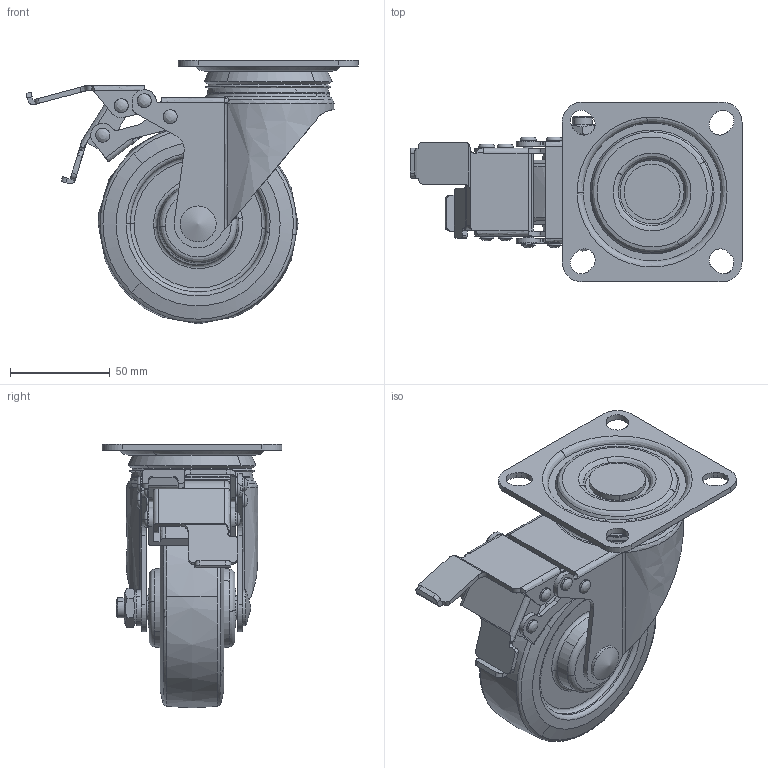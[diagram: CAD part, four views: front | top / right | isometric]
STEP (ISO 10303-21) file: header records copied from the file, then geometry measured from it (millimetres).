
FILE_DESCRIPTION((''),'2;1');
FILE_NAME('','2006-01-18T10:54:13',(''),(''),'','CADfix','');
FILE_SCHEMA(('AUTOMOTIVE_DESIGN'));
Length unit declared in the file: millimetre
Products named in the file (7): wheel; mounting plate; main shaft; lever; body; axle; 315S_UB100_12771_36
Assembly tree (6 placements, depth 2):
  315S_UB100_12771_36
    wheel
    mounting plate
    main shaft
    lever
    body
    axle
Bounding box: 166.18 x 90 x 132 mm (x, y, z)
Volume: 354783.2 mm3; surface area: 100237.9 mm2
Topology: 6 solids, 6 shells, 450 faces, 1614 edges, 1201 vertices
Faces by surface type: bspline 450
Entity records: 27656 total; most frequent: CARTESIAN_POINT 18216, ORIENTED_EDGE 3206, EDGE_CURVE 1603, VERTEX_POINT 1201, B_SPLINE_CURVE_WITH_KNOTS 1093, EDGE_LOOP 522, QUASI_UNIFORM_CURVE 489, FACE_OUTER_BOUND 450
